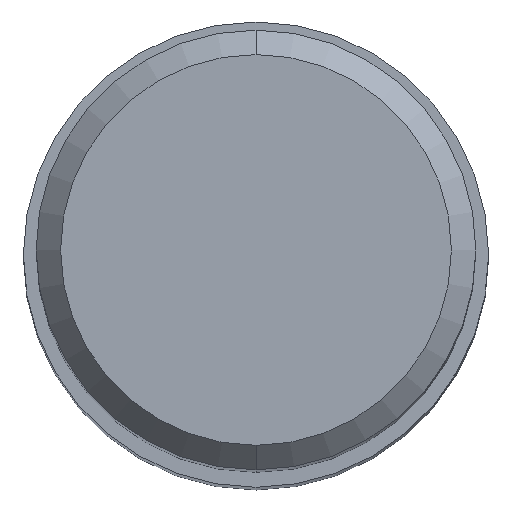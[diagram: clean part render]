
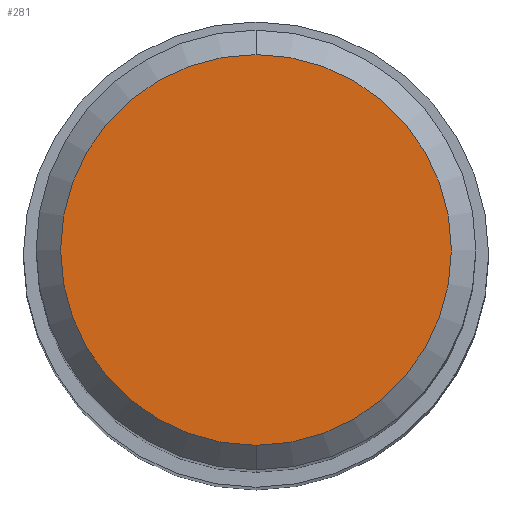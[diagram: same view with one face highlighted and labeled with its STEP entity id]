
A CAD part, top view. The second image highlights one B-rep face of the part: STEP entity #281.
In plain terms, the highlighted planar face has unit normal (0, 0, 1).
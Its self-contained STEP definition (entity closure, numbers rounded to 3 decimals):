
#281=ADVANCED_FACE('',(#648),#649,.T.);
#329=EDGE_CURVE('',#517,#429,#700,.T.);
#427=EDGE_CURVE('',#429,#517,#810,.T.);
#429=VERTEX_POINT('',#812);
#517=VERTEX_POINT('',#908);
#648=FACE_OUTER_BOUND('',#1146,.T.);
#649=PLANE('',#1147);
#700=CIRCLE('',#1225,4.0);
#810=CIRCLE('',#1416,4.0);
#812=CARTESIAN_POINT('',(0.,-4.0,0.0));
#908=CARTESIAN_POINT('',(0.0,4.0,0.0));
#1146=EDGE_LOOP('',(#1774,#1775));
#1147=AXIS2_PLACEMENT_3D('',#1776,#1777,#1778);
#1225=AXIS2_PLACEMENT_3D('',#1824,#1825,#1826);
#1416=AXIS2_PLACEMENT_3D('',#1976,#1977,#1978);
#1774=ORIENTED_EDGE('',*,*,#329,.F.);
#1775=ORIENTED_EDGE('',*,*,#427,.F.);
#1776=CARTESIAN_POINT('',(0.0,2.0,0.0));
#1777=DIRECTION('',(-0.0,0.0,1.0));
#1778=DIRECTION('',(0.0,-1.0,0.0));
#1824=CARTESIAN_POINT('',(0.0,0.0,0.0));
#1825=DIRECTION('',(0.0,0.0,-1.0));
#1826=DIRECTION('',(0.0,1.0,0.0));
#1976=CARTESIAN_POINT('',(0.0,0.0,0.0));
#1977=DIRECTION('',(0.0,0.0,-1.0));
#1978=DIRECTION('',(0.0,1.0,0.0));
